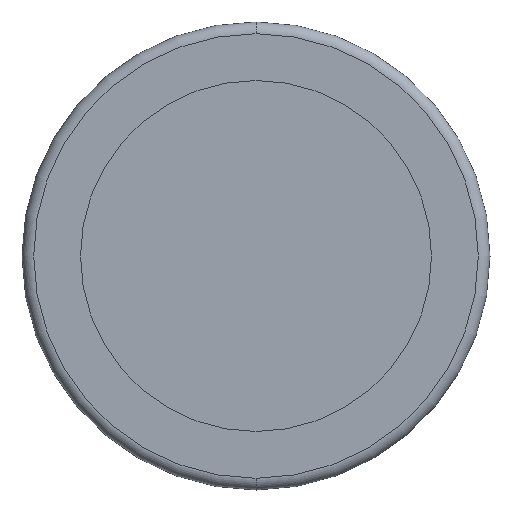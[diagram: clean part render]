
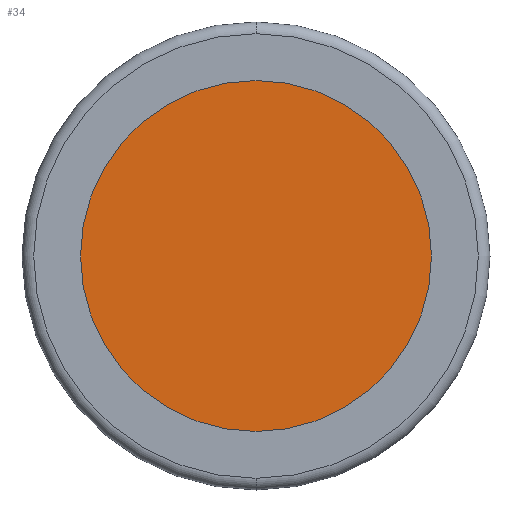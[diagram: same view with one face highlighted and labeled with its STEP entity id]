
A CAD part, front view. The second image highlights one B-rep face of the part: STEP entity #34.
In plain terms, the highlighted planar face has unit normal (0, -1, 0).
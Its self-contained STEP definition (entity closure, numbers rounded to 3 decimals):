
#22 = CIRCLE ( 'NONE', #111, 30. ) ;
#34 = ADVANCED_FACE ( 'NONE', ( #145 ), #430, .T. ) ;
#35 = CIRCLE ( 'NONE', #120, 30. ) ;
#92 = AXIS2_PLACEMENT_3D ( 'NONE', #460, #433, #435 ) ;
#111 = AXIS2_PLACEMENT_3D ( 'NONE', #448, #471, #476 ) ;
#120 = AXIS2_PLACEMENT_3D ( 'NONE', #451, #484, #486 ) ;
#145 = FACE_OUTER_BOUND ( 'NONE', #401, .T. ) ;
#163 = CARTESIAN_POINT ( 'NONE',  ( 0., 11.2, 30. ) ) ;
#248 = CARTESIAN_POINT ( 'NONE',  ( 0., 11.2, -30. ) ) ;
#286 = EDGE_CURVE ( 'NONE', #429, #493, #22, .T. ) ;
#287 = EDGE_CURVE ( 'NONE', #493, #429, #35, .T. ) ;
#340 = ORIENTED_EDGE ( 'NONE', *, *, #287, .T. ) ;
#389 = ORIENTED_EDGE ( 'NONE', *, *, #286, .T. ) ;
#401 = EDGE_LOOP ( 'NONE', ( #340, #389 ) ) ;
#429 = VERTEX_POINT ( 'NONE', #163 ) ;
#430 = PLANE ( 'NONE',  #92 ) ;
#433 = DIRECTION ( 'NONE',  ( 0., -1., 0. ) ) ;
#435 = DIRECTION ( 'NONE',  ( 0., 0., -1. ) ) ;
#448 = CARTESIAN_POINT ( 'NONE',  ( 0., 11.2, 0. ) ) ;
#451 = CARTESIAN_POINT ( 'NONE',  ( 0., 11.2, 0. ) ) ;
#460 = CARTESIAN_POINT ( 'NONE',  ( 0., 11.2, -30. ) ) ;
#471 = DIRECTION ( 'NONE',  ( 0., -1., 0. ) ) ;
#476 = DIRECTION ( 'NONE',  ( 0., 0., -1. ) ) ;
#484 = DIRECTION ( 'NONE',  ( 0., -1., 0. ) ) ;
#486 = DIRECTION ( 'NONE',  ( 0., 0., -1. ) ) ;
#493 = VERTEX_POINT ( 'NONE', #248 ) ;
